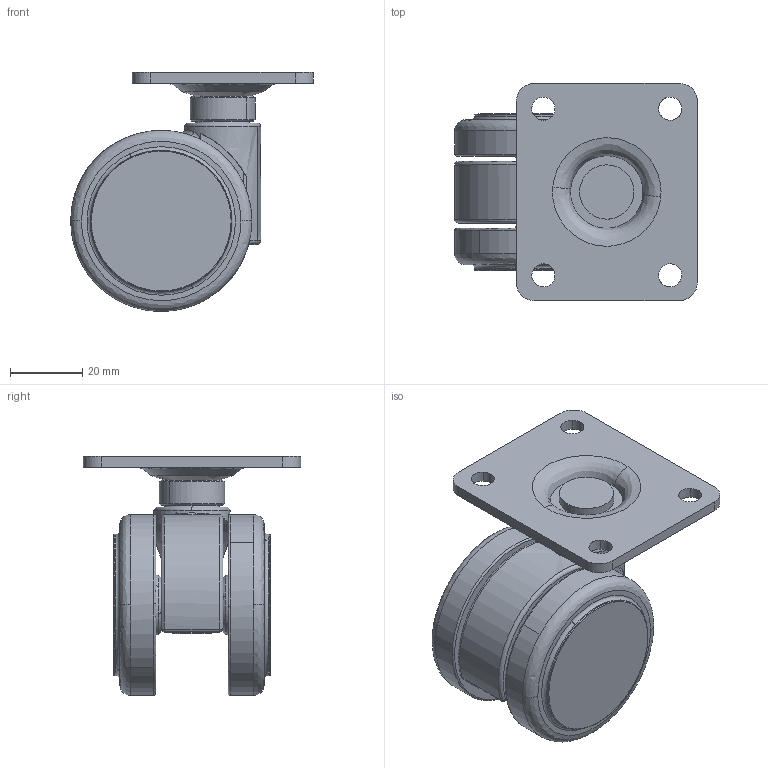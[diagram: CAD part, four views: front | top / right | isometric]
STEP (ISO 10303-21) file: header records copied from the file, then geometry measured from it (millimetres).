
FILE_DESCRIPTION((''),'2;1');
FILE_NAME('','2012-08-22T09:44:02',(''),(''),'','CADfix','');
FILE_SCHEMA(('AUTOMOTIVE_DESIGN { 1 0 10303 214 1 1 1 1 }'));
Length unit declared in the file: millimetre
Bounding box: 67 x 60 x 66 mm (x, y, z)
Volume: 70494.7 mm3; surface area: 28375.3 mm2
Topology: 5 solids, 5 shells, 139 faces, 512 edges, 394 vertices
Faces by surface type: bspline 139
Entity records: 10006 total; most frequent: CARTESIAN_POINT 6996, ORIENTED_EDGE 1024, EDGE_CURVE 512, B_SPLINE_CURVE_WITH_KNOTS 416, VERTEX_POINT 394, EDGE_LOOP 162, FACE_OUTER_BOUND 139, ADVANCED_FACE 139
